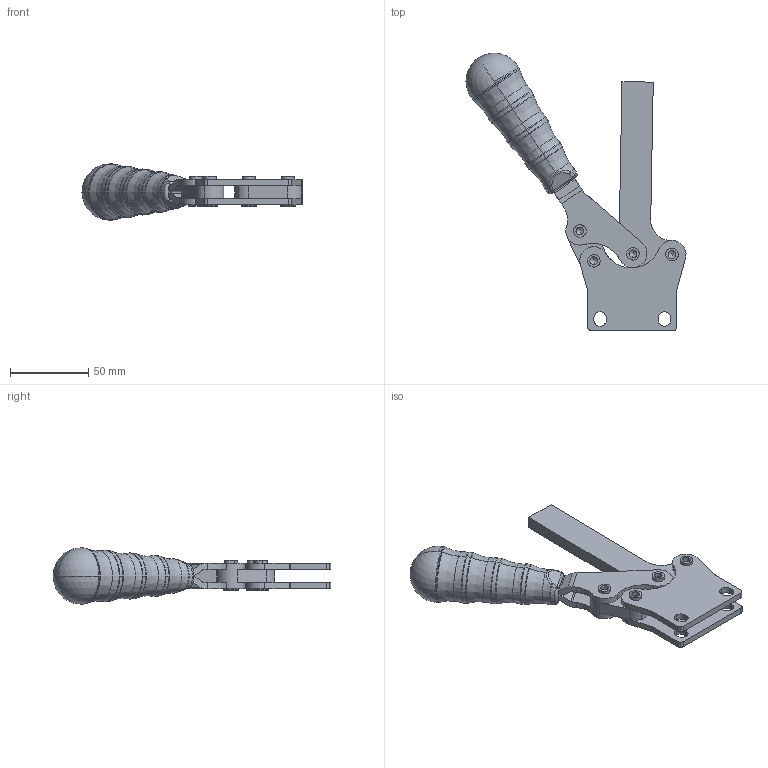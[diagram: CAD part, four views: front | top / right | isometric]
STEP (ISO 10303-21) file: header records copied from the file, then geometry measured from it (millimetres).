
FILE_DESCRIPTION((''),'2;1');
FILE_NAME('125F.1-opened.stp','2005-09-27T16:15:43',('Kysilko'),(''),'Autodesk Inventor 8','Autodesk Inventor 8','');
FILE_SCHEMA(('AUTOMOTIVE_DESIGN { 1 0 10303 214 1 1 1 1 }'));
Length unit declared in the file: millimetre
Products named in the file (1): Part27
Bounding box: 140.72 x 177.5 x 36 mm (x, y, z)
Volume: 123166.5 mm3; surface area: 41495.5 mm2
Topology: 1 solids, 5 shells, 860 faces, 2316 edges, 1319 vertices
Faces by surface type: plane 352, cone 314, cylinder 88, bspline 84, sphere 14, torus 8
Entity records: 29700 total; most frequent: CARTESIAN_POINT 9196, ORIENTED_EDGE 4604, DIRECTION 4280, EDGE_CURVE 2302, AXIS2_PLACEMENT_3D 1775, VERTEX_POINT 1319, EDGE_LOOP 1033, CIRCLE 998
